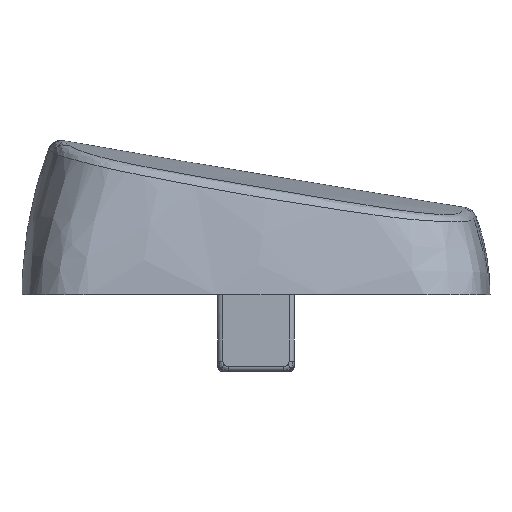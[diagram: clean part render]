
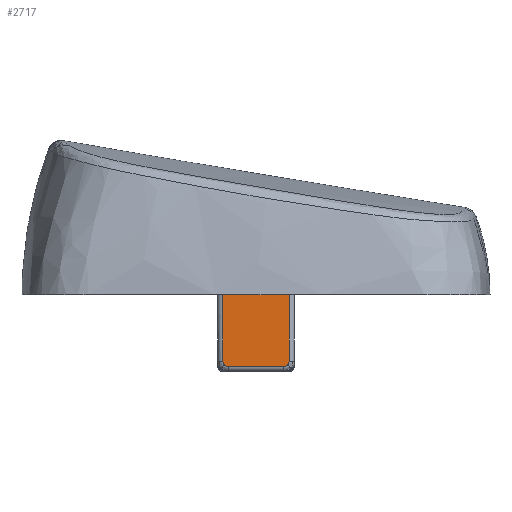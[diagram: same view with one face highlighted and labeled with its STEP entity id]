
A CAD part, left-side view. The second image highlights one B-rep face of the part: STEP entity #2717.
In plain terms, the highlighted planar face has unit normal (-1, 0, -0.009).
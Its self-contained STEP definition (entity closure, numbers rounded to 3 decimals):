
#23=PLANE('',#2966);
#68=LINE('',#7975,#116);
#70=LINE('',#7978,#118);
#72=LINE('',#7981,#120);
#77=LINE('',#7988,#125);
#116=VECTOR('',#3447,10.);
#118=VECTOR('',#3451,10.);
#120=VECTOR('',#3455,10.);
#125=VECTOR('',#3464,10.);
#275=FACE_OUTER_BOUND('',#414,.T.);
#414=EDGE_LOOP('',(#2181,#2182,#2183,#2184,#2185,#2186,#2187,#2188,#2189,
#2190,#2191,#2192));
#465=CIRCLE('',#2779,0.231);
#468=CIRCLE('',#2782,0.231);
#475=CIRCLE('',#2789,0.201);
#478=CIRCLE('',#2792,0.201);
#499=CIRCLE('',#2813,0.231);
#501=CIRCLE('',#2815,0.201);
#504=CIRCLE('',#2818,0.201);
#610=CIRCLE('',#2941,0.231);
#873=VERTEX_POINT('',#4330);
#874=VERTEX_POINT('',#4337);
#876=VERTEX_POINT('',#4383);
#885=VERTEX_POINT('',#4568);
#886=VERTEX_POINT('',#4575);
#888=VERTEX_POINT('',#4621);
#913=VERTEX_POINT('',#5136);
#914=VERTEX_POINT('',#5143);
#917=VERTEX_POINT('',#5190);
#918=VERTEX_POINT('',#5197);
#920=VERTEX_POINT('',#5243);
#1032=VERTEX_POINT('',#7716);
#1201=EDGE_CURVE('',#873,#874,#465,.T.);
#1205=EDGE_CURVE('',#876,#873,#468,.T.);
#1217=EDGE_CURVE('',#885,#886,#475,.T.);
#1221=EDGE_CURVE('',#888,#885,#478,.T.);
#1255=EDGE_CURVE('',#913,#914,#499,.T.);
#1259=EDGE_CURVE('',#917,#918,#501,.T.);
#1263=EDGE_CURVE('',#920,#917,#504,.T.);
#1444=EDGE_CURVE('',#1032,#913,#610,.T.);
#1471=EDGE_CURVE('',#886,#876,#68,.T.);
#1473=EDGE_CURVE('',#874,#1032,#70,.T.);
#1475=EDGE_CURVE('',#918,#888,#72,.T.);
#1480=EDGE_CURVE('',#914,#920,#77,.T.);
#2181=ORIENTED_EDGE('',*,*,#1205,.F.);
#2182=ORIENTED_EDGE('',*,*,#1471,.F.);
#2183=ORIENTED_EDGE('',*,*,#1217,.F.);
#2184=ORIENTED_EDGE('',*,*,#1221,.F.);
#2185=ORIENTED_EDGE('',*,*,#1475,.F.);
#2186=ORIENTED_EDGE('',*,*,#1259,.F.);
#2187=ORIENTED_EDGE('',*,*,#1263,.F.);
#2188=ORIENTED_EDGE('',*,*,#1480,.F.);
#2189=ORIENTED_EDGE('',*,*,#1255,.F.);
#2190=ORIENTED_EDGE('',*,*,#1444,.F.);
#2191=ORIENTED_EDGE('',*,*,#1473,.F.);
#2192=ORIENTED_EDGE('',*,*,#1201,.F.);
#2717=ADVANCED_FACE('',(#275),#23,.T.);
#2779=AXIS2_PLACEMENT_3D('',#4338,#3043,#3044);
#2782=AXIS2_PLACEMENT_3D('',#4385,#3049,#3050);
#2789=AXIS2_PLACEMENT_3D('',#4576,#3063,#3064);
#2792=AXIS2_PLACEMENT_3D('',#4623,#3069,#3070);
#2813=AXIS2_PLACEMENT_3D('',#5144,#3111,#3112);
#2815=AXIS2_PLACEMENT_3D('',#5198,#3115,#3116);
#2818=AXIS2_PLACEMENT_3D('',#5245,#3121,#3122);
#2941=AXIS2_PLACEMENT_3D('',#7718,#3391,#3392);
#2966=AXIS2_PLACEMENT_3D('',#7989,#3465,#3466);
#3043=DIRECTION('center_axis',(1.,0.,0.009));
#3044=DIRECTION('ref_axis',(-0.006,0.71,0.704));
#3049=DIRECTION('center_axis',(1.,0.,0.009));
#3050=DIRECTION('ref_axis',(-0.006,0.71,0.704));
#3063=DIRECTION('center_axis',(1.,0.,0.009));
#3064=DIRECTION('ref_axis',(0.006,0.704,-0.71));
#3069=DIRECTION('center_axis',(1.,0.,0.009));
#3070=DIRECTION('ref_axis',(0.006,0.704,-0.71));
#3111=DIRECTION('center_axis',(1.,0.,0.009));
#3112=DIRECTION('ref_axis',(-0.006,-0.71,0.704));
#3115=DIRECTION('center_axis',(1.,0.,0.009));
#3116=DIRECTION('ref_axis',(0.006,-0.704,-0.71));
#3121=DIRECTION('center_axis',(1.,0.,0.009));
#3122=DIRECTION('ref_axis',(0.006,-0.704,-0.71));
#3391=DIRECTION('center_axis',(1.,0.,0.009));
#3392=DIRECTION('ref_axis',(-0.006,-0.71,0.704));
#3447=DIRECTION('',(-0.009,0.009,1.));
#3451=DIRECTION('',(0.,-1.,0.));
#3455=DIRECTION('',(0.,1.,0.));
#3464=DIRECTION('',(0.009,0.009,-1.));
#3465=DIRECTION('center_axis',(-1.,0.,
-0.009));
#3466=DIRECTION('ref_axis',(0.,1.,0.));
#4330=CARTESIAN_POINT('',(-3.447,1.229,-0.316));
#4337=CARTESIAN_POINT('',(-3.448,1.065,-0.248));
#4338=CARTESIAN_POINT('Origin',(-3.446,1.065,-0.478));
#4383=CARTESIAN_POINT('',(-3.446,1.296,-0.48));
#4385=CARTESIAN_POINT('Origin',(-3.446,1.065,-0.478));
#4568=CARTESIAN_POINT('',(-3.419,1.211,-3.543));
#4575=CARTESIAN_POINT('',(-3.42,1.27,-3.402));
#4576=CARTESIAN_POINT('Origin',(-3.42,1.069,-3.401));
#4621=CARTESIAN_POINT('',(-3.419,1.069,-3.602));
#4623=CARTESIAN_POINT('Origin',(-3.42,1.069,-3.401));
#5136=CARTESIAN_POINT('',(-3.447,-1.229,-0.316));
#5143=CARTESIAN_POINT('',(-3.446,-1.296,-0.48));
#5144=CARTESIAN_POINT('Origin',(-3.446,-1.065,-0.478));
#5190=CARTESIAN_POINT('',(-3.419,-1.211,-3.543));
#5197=CARTESIAN_POINT('',(-3.419,-1.069,-3.602));
#5198=CARTESIAN_POINT('Origin',(-3.42,-1.069,-3.401));
#5243=CARTESIAN_POINT('',(-3.42,-1.27,-3.402));
#5245=CARTESIAN_POINT('Origin',(-3.42,-1.069,-3.401));
#7716=CARTESIAN_POINT('',(-3.448,-1.065,-0.248));
#7718=CARTESIAN_POINT('Origin',(-3.446,-1.065,-0.478));
#7975=CARTESIAN_POINT('',(-3.45,1.3,-0.003));
#7978=CARTESIAN_POINT('',(-3.448,0.75,-0.248));
#7981=CARTESIAN_POINT('',(-3.419,0.75,-3.602));
#7988=CARTESIAN_POINT('',(-3.45,-1.3,-0.011));
#7989=CARTESIAN_POINT('Origin',(-3.45,1.5,0.));
